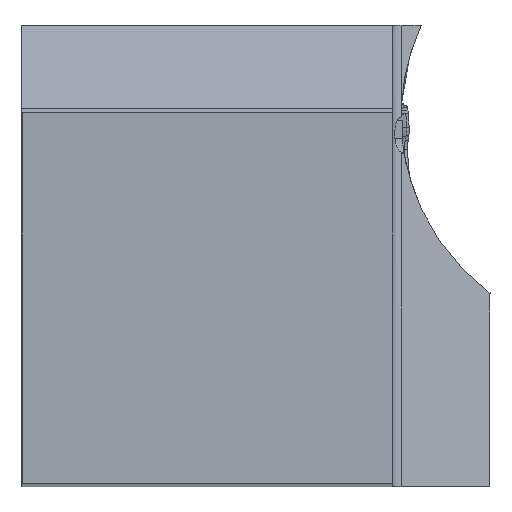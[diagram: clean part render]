
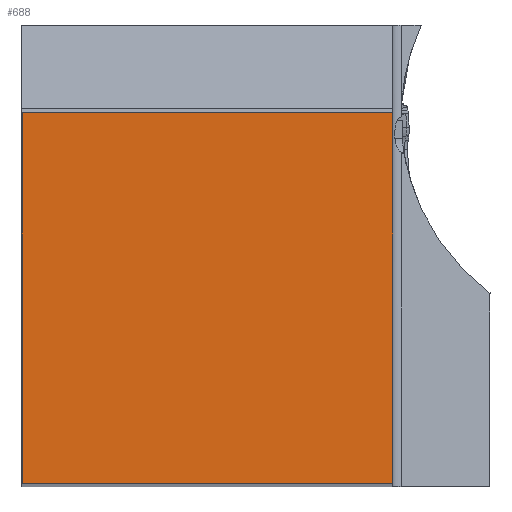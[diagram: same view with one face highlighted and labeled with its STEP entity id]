
A CAD part, top view. The second image highlights one B-rep face of the part: STEP entity #688.
In plain terms, the highlighted planar face has unit normal (0, 0, 1).
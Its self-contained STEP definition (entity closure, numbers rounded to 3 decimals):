
#191=PLANE('',#6830);
#688=ADVANCED_FACE('',(#1179),#191,.F.);
#1179=FACE_OUTER_BOUND('',#1572,.T.);
#1572=EDGE_LOOP('',(#3696,#3697,#3698,#3699));
#3696=ORIENTED_EDGE('',*,*,#5706,.T.);
#3697=ORIENTED_EDGE('',*,*,#5707,.T.);
#3698=ORIENTED_EDGE('',*,*,#5708,.F.);
#3699=ORIENTED_EDGE('',*,*,#5703,.F.);
#4839=VERTEX_POINT('',#12927);
#4840=VERTEX_POINT('',#12929);
#4841=VERTEX_POINT('',#12935);
#4842=VERTEX_POINT('',#12937);
#5703=EDGE_CURVE('',#4839,#4840,#6187,.T.);
#5706=EDGE_CURVE('',#4839,#4841,#6190,.T.);
#5707=EDGE_CURVE('',#4841,#4842,#6191,.T.);
#5708=EDGE_CURVE('',#4840,#4842,#6192,.T.);
#6187=LINE('',#12928,#6467);
#6190=LINE('',#12934,#6470);
#6191=LINE('',#12936,#6471);
#6192=LINE('',#12938,#6472);
#6467=VECTOR('',#7689,1.);
#6470=VECTOR('',#7696,1.);
#6471=VECTOR('',#7697,1.);
#6472=VECTOR('',#7698,1.);
#6830=AXIS2_PLACEMENT_3D('',#12939,#7699,#7700);
#7689=DIRECTION('',(-1.,0.,0.));
#7696=DIRECTION('',(0.,1.,0.));
#7697=DIRECTION('',(-1.,0.,0.));
#7698=DIRECTION('',(0.,1.,0.));
#7699=DIRECTION('',(0.,0.,-1.));
#7700=DIRECTION('',(-1.,0.,0.));
#12927=CARTESIAN_POINT('',(24.9,0.,0.));
#12928=CARTESIAN_POINT('',(0.,0.,0.));
#12929=CARTESIAN_POINT('',(0.,0.,0.));
#12934=CARTESIAN_POINT('',(24.9,40.,0.));
#12935=CARTESIAN_POINT('',(24.9,24.9,0.));
#12936=CARTESIAN_POINT('',(0.,24.9,0.));
#12937=CARTESIAN_POINT('',(0.,24.9,0.));
#12938=CARTESIAN_POINT('',(0.,40.,0.));
#12939=CARTESIAN_POINT('',(0.,24.9,0.));
